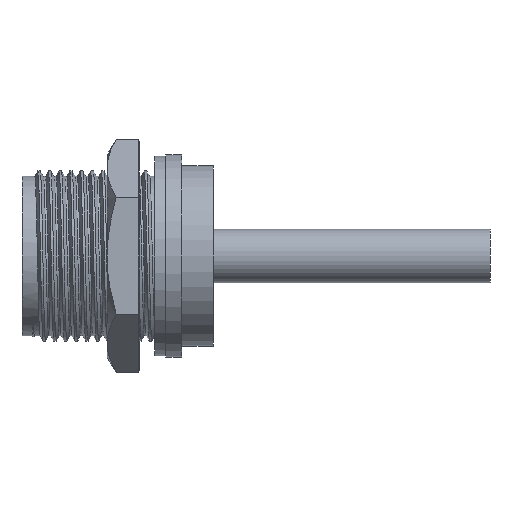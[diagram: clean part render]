
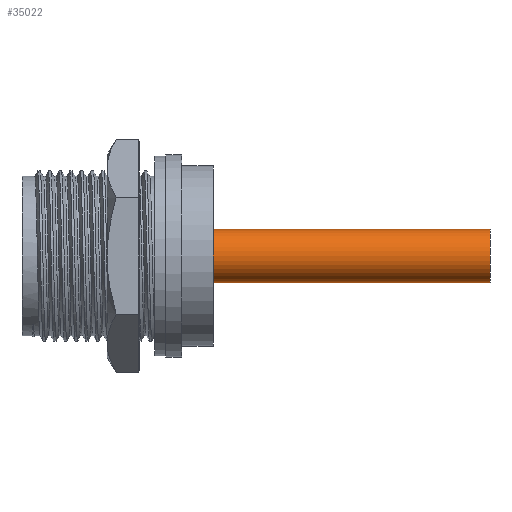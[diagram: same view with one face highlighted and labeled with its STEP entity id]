
A CAD part, front view. The second image highlights one B-rep face of the part: STEP entity #35022.
In plain terms, the highlighted cylindrical face has radius 2.5 mm (diameter 5 mm), a partial arc.
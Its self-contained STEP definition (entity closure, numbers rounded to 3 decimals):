
#1457 = CARTESIAN_POINT ( 'NONE',  ( 4.5, 0., 0. ) ) ;
#1513 = DIRECTION ( 'NONE',  ( 1., 0., 0. ) ) ;
#1523 = DIRECTION ( 'NONE',  ( 0., 0., 1. ) ) ;
#2223 = VERTEX_POINT ( 'NONE', #36687 ) ;
#2835 = AXIS2_PLACEMENT_3D ( 'NONE', #27590, #4243, #5452 ) ;
#3683 = EDGE_CURVE ( 'NONE', #36464, #12875, #17097, .T. ) ;
#4243 = DIRECTION ( 'NONE',  ( -1., 0., 0. ) ) ;
#5452 = DIRECTION ( 'NONE',  ( 0., 0., 1. ) ) ;
#5644 = VECTOR ( 'NONE', #33739, 1000. ) ;
#6338 = CARTESIAN_POINT ( 'NONE',  ( 4.5, 0., 2.5 ) ) ;
#6833 = EDGE_LOOP ( 'NONE', ( #15438, #27738, #25000, #11111 ) ) ;
#11111 = ORIENTED_EDGE ( 'NONE', *, *, #23625, .T. ) ;
#12300 = EDGE_CURVE ( 'NONE', #2223, #36464, #40817, .T. ) ;
#12875 = VERTEX_POINT ( 'NONE', #6338 ) ;
#14123 = CARTESIAN_POINT ( 'NONE',  ( 30.5, 0., -2.5 ) ) ;
#14883 = VECTOR ( 'NONE', #35634, 1000. ) ;
#15438 = ORIENTED_EDGE ( 'NONE', *, *, #42176, .F. ) ;
#17097 = LINE ( 'NONE', #33798, #5644 ) ;
#17523 = VERTEX_POINT ( 'NONE', #21225 ) ;
#18499 = AXIS2_PLACEMENT_3D ( 'NONE', #1457, #1513, #1523 ) ;
#21225 = CARTESIAN_POINT ( 'NONE',  ( 4.5, 0., -2.5 ) ) ;
#21263 = DIRECTION ( 'NONE',  ( 0., 0., 1. ) ) ;
#21321 = DIRECTION ( 'NONE',  ( -1., 0., 0. ) ) ;
#21363 = CARTESIAN_POINT ( 'NONE',  ( 30.5, 0., 0. ) ) ;
#23625 = EDGE_CURVE ( 'NONE', #12875, #17523, #26567, .T. ) ;
#25000 = ORIENTED_EDGE ( 'NONE', *, *, #3683, .T. ) ;
#26567 = CIRCLE ( 'NONE', #18499, 2.5 ) ;
#26957 = AXIS2_PLACEMENT_3D ( 'NONE', #21363, #21321, #21263 ) ;
#27590 = CARTESIAN_POINT ( 'NONE',  ( 30.5, 0., 0. ) ) ;
#27738 = ORIENTED_EDGE ( 'NONE', *, *, #12300, .T. ) ;
#29528 = FACE_OUTER_BOUND ( 'NONE', #6833, .T. ) ;
#33219 = CARTESIAN_POINT ( 'NONE',  ( 30.5, 0., 2.5 ) ) ;
#33739 = DIRECTION ( 'NONE',  ( -1., 0., 0. ) ) ;
#33798 = CARTESIAN_POINT ( 'NONE',  ( 30.5, 0., 2.5 ) ) ;
#35022 = ADVANCED_FACE ( 'NONE', ( #29528 ), #45114, .T. ) ;
#35634 = DIRECTION ( 'NONE',  ( -1., 0., 0. ) ) ;
#36464 = VERTEX_POINT ( 'NONE', #33219 ) ;
#36687 = CARTESIAN_POINT ( 'NONE',  ( 30.5, 0., -2.5 ) ) ;
#40817 = CIRCLE ( 'NONE', #26957, 2.5 ) ;
#40994 = LINE ( 'NONE', #14123, #14883 ) ;
#42176 = EDGE_CURVE ( 'NONE', #2223, #17523, #40994, .T. ) ;
#45114 = CYLINDRICAL_SURFACE ( 'NONE', #2835, 2.5 ) ;
